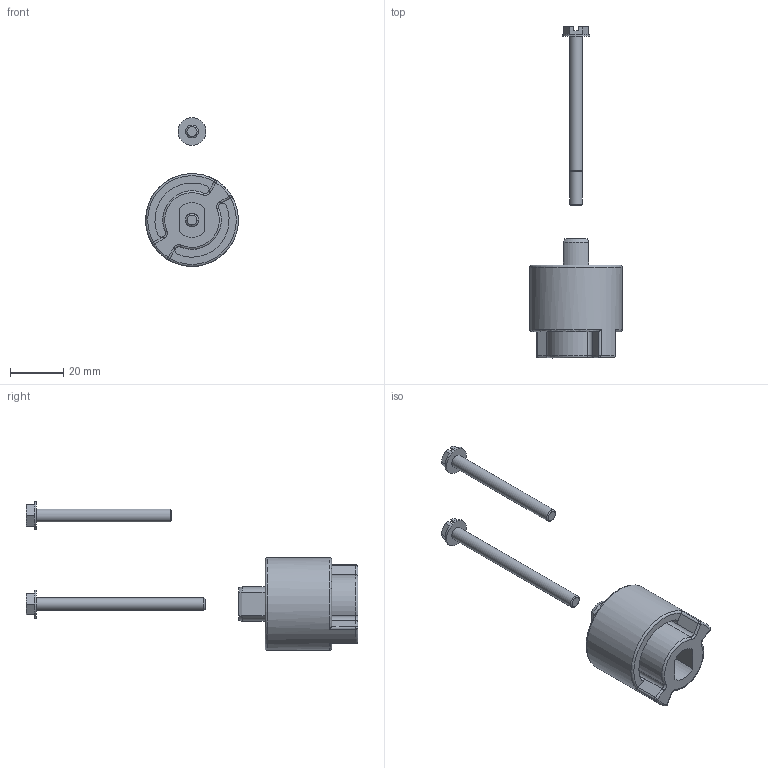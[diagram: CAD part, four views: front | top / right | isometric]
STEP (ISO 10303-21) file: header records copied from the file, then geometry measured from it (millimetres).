
FILE_DESCRIPTION(/* description */ ('1" X 1-3/8" HANDLE OFFSET'),/* implementation_level */ '2;1');
FILE_NAME(/* name */ 'V10153138.stp',/* time_stamp */ '2023-05-08T09:20:11-04:00',/* author */ ('ALR'),/* organization */ (''),/* preprocessor_version */ 'ST-DEVELOPER v18.1',/* originating_system */ 'Autodesk Inventor 2022',/* authorisation */ '');
FILE_SCHEMA (('AUTOMOTIVE_DESIGN { 1 0 10303 214 3 1 1 }'));
Length unit declared in the file: inch
Products named in the file (4): V10153138; V10153138X; V10020B; B1024200AT
Assembly tree (3 placements, depth 2):
  V10153138
    V10153138X
    V10020B
    B1024200AT
Bounding box: 34.92 x 124.87 x 56.05 mm (x, y, z)
Volume: 26344 mm3; surface area: 12160.9 mm2
Topology: 3 solids, 3 shells, 115 faces, 281 edges, 178 vertices
Faces by surface type: plane 50, cylinder 34, cone 16, torus 11, sphere 4
Full cylindrical faces by diameter (mm): 4.826 x2, 5.08 x1, 10.516 x2, 34.925 x1
Entity records: 3554 total; most frequent: CARTESIAN_POINT 721, DIRECTION 596, ORIENTED_EDGE 562, EDGE_CURVE 281, AXIS2_PLACEMENT_3D 239, VERTEX_POINT 178, EDGE_LOOP 123, LINE 118
